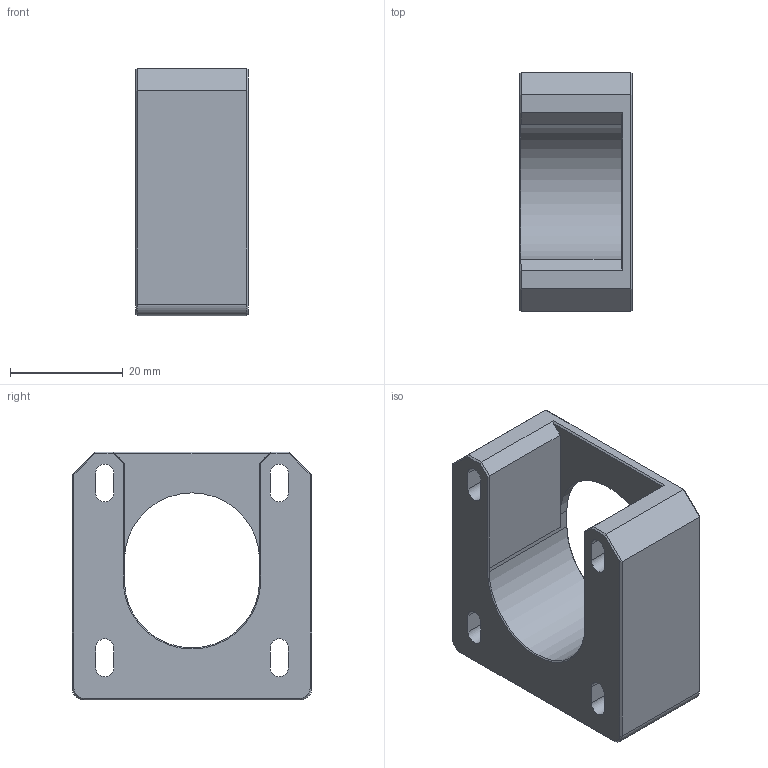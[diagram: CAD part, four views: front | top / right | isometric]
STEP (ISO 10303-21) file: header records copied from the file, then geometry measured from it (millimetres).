
FILE_DESCRIPTION(/* description */ (''),/* implementation_level */ '2;1');
FILE_NAME(/* name */ 'y_motor_hodlr.step',/* time_stamp */ '2025-05-08T15:34:07+02:00',/* author */ (''),/* organization */ (''),/* preprocessor_version */ 'ST-DEVELOPER v20.1',/* originating_system */ 'Autodesk Translation Framework v14.4.0.0',/* authorisation */ '');
FILE_SCHEMA (('AUTOMOTIVE_DESIGN { 1 0 10303 214 3 1 1 }'));
Length unit declared in the file: millimetre
Products named in the file (1): y_motor_hodlr_latest
Bounding box: 20 x 42.5 x 44 mm (x, y, z)
Volume: 20438.2 mm3; surface area: 8277.8 mm2
Topology: 1 solids, 1 shells, 64 faces, 163 edges, 100 vertices
Faces by surface type: plane 45, cylinder 12, cone 7
Entity records: 1950 total; most frequent: CARTESIAN_POINT 328, ORIENTED_EDGE 326, DIRECTION 324, EDGE_CURVE 163, LINE 132, VECTOR 132, VERTEX_POINT 100, AXIS2_PLACEMENT_3D 96
